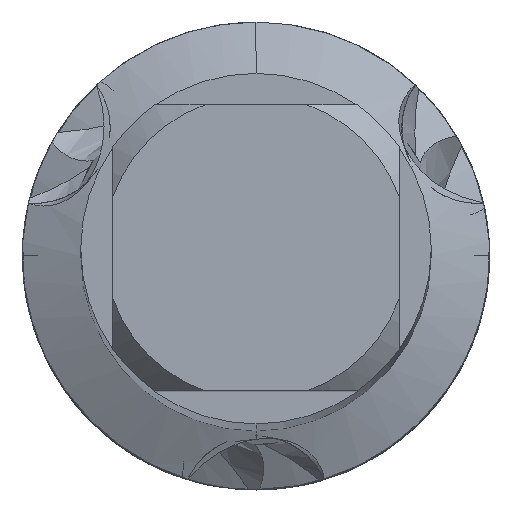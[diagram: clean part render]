
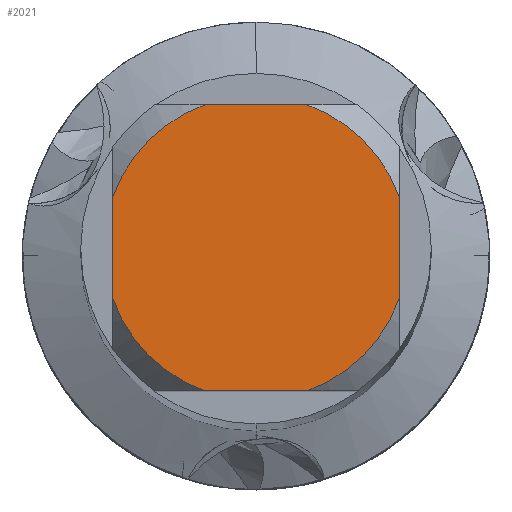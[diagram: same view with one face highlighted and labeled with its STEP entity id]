
A CAD part, top view. The second image highlights one B-rep face of the part: STEP entity #2021.
In plain terms, the highlighted planar face has unit normal (0, 0, 1).
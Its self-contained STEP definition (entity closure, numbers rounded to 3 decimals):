
#1621=EDGE_CURVE('',#2603,#2881,#4483,.T.);
#2021=ADVANCED_FACE('',(#4919),#4920,.T.);
#2145=VERTEX_POINT('',#5052);
#2185=EDGE_CURVE('',#2603,#3643,#5097,.T.);
#2213=EDGE_CURVE('',#2145,#2719,#5125,.T.);
#2379=VERTEX_POINT('',#5301);
#2583=EDGE_CURVE('',#2379,#3643,#5525,.T.);
#2603=VERTEX_POINT('',#5547);
#2719=VERTEX_POINT('',#5672);
#2881=VERTEX_POINT('',#5852);
#3315=EDGE_CURVE('',#2145,#3731,#6330,.T.);
#3323=EDGE_CURVE('',#4065,#3731,#6338,.T.);
#3643=VERTEX_POINT('',#6688);
#3731=VERTEX_POINT('',#6782);
#3749=EDGE_CURVE('',#2379,#2719,#6801,.T.);
#3795=EDGE_CURVE('',#4065,#2881,#6850,.T.);
#4065=VERTEX_POINT('',#7143);
#4483=CIRCLE('',#7920,2.6);
#4919=FACE_OUTER_BOUND('',#9464,.T.);
#4920=PLANE('',#9465);
#5052=CARTESIAN_POINT('',(2.45,-0.87,0.0));
#5097=LINE('',#9909,#9910);
#5125=CIRCLE('',#9962,2.6);
#5301=CARTESIAN_POINT('',(-0.87,-2.45,0.0));
#5525=CIRCLE('',#11158,2.6);
#5547=CARTESIAN_POINT('',(-2.45,0.87,0.0));
#5672=CARTESIAN_POINT('',(0.87,-2.45,0.0));
#5852=CARTESIAN_POINT('',(-0.87,2.45,0.0));
#6330=LINE('',#13135,#13136);
#6338=CIRCLE('',#13154,2.6);
#6688=CARTESIAN_POINT('',(-2.45,-0.87,0.0));
#6782=CARTESIAN_POINT('',(2.45,0.87,0.0));
#6801=LINE('',#14371,#14372);
#6850=LINE('',#14513,#14514);
#7143=CARTESIAN_POINT('',(0.87,2.45,0.0));
#7920=AXIS2_PLACEMENT_3D('',#16445,#16446,#16447);
#9464=EDGE_LOOP('',(#16972,#16973,#16974,#16975,#16976,#16977,#16978,#16979));
#9465=AXIS2_PLACEMENT_3D('',#16980,#16981,#16982);
#9909=CARTESIAN_POINT('',(-2.45,0.65,0.0));
#9910=VECTOR('',#17145,1.0);
#9962=AXIS2_PLACEMENT_3D('',#17156,#17157,#17158);
#11158=AXIS2_PLACEMENT_3D('',#17547,#17548,#17549);
#13135=CARTESIAN_POINT('',(2.45,0.65,0.0));
#13136=VECTOR('',#18494,1.0);
#13154=AXIS2_PLACEMENT_3D('',#18495,#18496,#18497);
#14371=CARTESIAN_POINT('',(0.0,-2.45,0.0));
#14372=VECTOR('',#18972,1.0);
#14513=CARTESIAN_POINT('',(0.0,2.45,0.0));
#14514=VECTOR('',#19015,1.0);
#16445=CARTESIAN_POINT('',(0.0,0.0,0.0));
#16446=DIRECTION('',(0.0,0.0,-1.0));
#16447=DIRECTION('',(0.0,1.0,0.0));
#16972=ORIENTED_EDGE('',*,*,#2185,.T.);
#16973=ORIENTED_EDGE('',*,*,#2583,.F.);
#16974=ORIENTED_EDGE('',*,*,#3749,.T.);
#16975=ORIENTED_EDGE('',*,*,#2213,.F.);
#16976=ORIENTED_EDGE('',*,*,#3315,.T.);
#16977=ORIENTED_EDGE('',*,*,#3323,.F.);
#16978=ORIENTED_EDGE('',*,*,#3795,.T.);
#16979=ORIENTED_EDGE('',*,*,#1621,.F.);
#16980=CARTESIAN_POINT('',(0.0,1.3,0.0));
#16981=DIRECTION('',(-0.0,0.0,1.0));
#16982=DIRECTION('',(0.0,-1.0,0.0));
#17145=DIRECTION('',(-0.0,-1.0,0.0));
#17156=CARTESIAN_POINT('',(0.0,0.0,0.0));
#17157=DIRECTION('',(0.0,0.0,-1.0));
#17158=DIRECTION('',(0.0,1.0,0.0));
#17547=CARTESIAN_POINT('',(0.0,0.0,0.0));
#17548=DIRECTION('',(0.0,0.0,-1.0));
#17549=DIRECTION('',(0.0,1.0,0.0));
#18494=DIRECTION('',(-0.0,1.0,0.0));
#18495=CARTESIAN_POINT('',(0.0,0.0,0.0));
#18496=DIRECTION('',(0.0,0.0,-1.0));
#18497=DIRECTION('',(0.0,1.0,0.0));
#18972=DIRECTION('',(1.0,0.0,0.0));
#19015=DIRECTION('',(-1.0,0.0,0.0));
